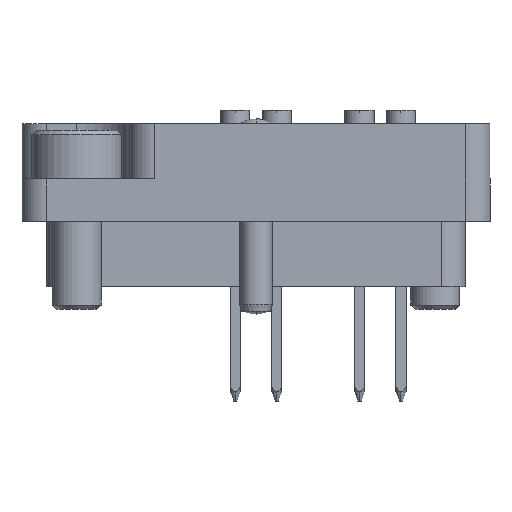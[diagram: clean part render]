
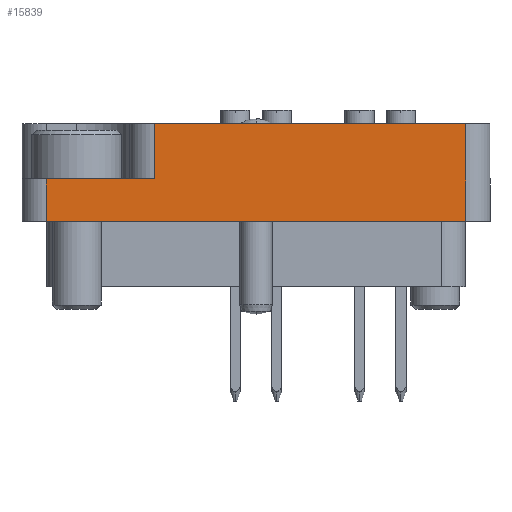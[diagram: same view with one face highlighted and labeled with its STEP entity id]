
A CAD part, front view. The second image highlights one B-rep face of the part: STEP entity #15839.
In plain terms, the highlighted face is planar.
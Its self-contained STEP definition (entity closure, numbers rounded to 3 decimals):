
#1614 = CARTESIAN_POINT ( 'NONE',  ( 30., 0., -12.85 ) ) ;
#2895 = CARTESIAN_POINT ( 'NONE',  ( 30., 0., 12.85 ) ) ;
#3006 = ORIENTED_EDGE ( 'NONE', *, *, #18961, .T. ) ;
#3572 = LINE ( 'NONE', #5785, #13888 ) ;
#3665 = CARTESIAN_POINT ( 'NONE',  ( 30., 2.6, 6.25 ) ) ;
#4450 = VECTOR ( 'NONE', #15711, 1000. ) ;
#4642 = AXIS2_PLACEMENT_3D ( 'NONE', #12097, #16726, #25762 ) ;
#4742 = DIRECTION ( 'NONE',  ( 0., -1., 0. ) ) ;
#4766 = DIRECTION ( 'NONE',  ( 0., -1., 0. ) ) ;
#5699 = VECTOR ( 'NONE', #4742, 1000. ) ;
#5785 = CARTESIAN_POINT ( 'NONE',  ( 30., 2.6, 7.75 ) ) ;
#5904 = LINE ( 'NONE', #14978, #12195 ) ;
#6571 = CARTESIAN_POINT ( 'NONE',  ( 30., 6., 6.25 ) ) ;
#7081 = VERTEX_POINT ( 'NONE', #2895 ) ;
#7110 = LINE ( 'NONE', #16051, #9919 ) ;
#9037 = CARTESIAN_POINT ( 'NONE',  ( 30., 6., -12.85 ) ) ;
#9102 = EDGE_CURVE ( 'NONE', #10144, #18412, #3572, .T. ) ;
#9416 = PLANE ( 'NONE',  #4642 ) ;
#9919 = VECTOR ( 'NONE', #4766, 1000. ) ;
#10110 = DIRECTION ( 'NONE',  ( 0., 0., -1. ) ) ;
#10144 = VERTEX_POINT ( 'NONE', #18778 ) ;
#10236 = DIRECTION ( 'NONE',  ( 0., 0., -1. ) ) ;
#10297 = ORIENTED_EDGE ( 'NONE', *, *, #18083, .T. ) ;
#10932 = ORIENTED_EDGE ( 'NONE', *, *, #26890, .F. ) ;
#11347 = ORIENTED_EDGE ( 'NONE', *, *, #9102, .F. ) ;
#11874 = EDGE_CURVE ( 'NONE', #16822, #26789, #13195, .T. ) ;
#12097 = CARTESIAN_POINT ( 'NONE',  ( 30., 6., 14.35 ) ) ;
#12195 = VECTOR ( 'NONE', #12336, 1000. ) ;
#12336 = DIRECTION ( 'NONE',  ( 0., 0., -1. ) ) ;
#12404 = FACE_OUTER_BOUND ( 'NONE', #19989, .T. ) ;
#12435 = VERTEX_POINT ( 'NONE', #6571 ) ;
#13047 = CARTESIAN_POINT ( 'NONE',  ( 30., 6., -12.85 ) ) ;
#13195 = LINE ( 'NONE', #13047, #4450 ) ;
#13888 = VECTOR ( 'NONE', #10236, 1000. ) ;
#14810 = ORIENTED_EDGE ( 'NONE', *, *, #11874, .T. ) ;
#14978 = CARTESIAN_POINT ( 'NONE',  ( 30., 6., 14.35 ) ) ;
#15711 = DIRECTION ( 'NONE',  ( 0., 1., 0. ) ) ;
#15839 = ADVANCED_FACE ( 'NONE', ( #12404 ), #9416, .T. ) ;
#16051 = CARTESIAN_POINT ( 'NONE',  ( 30., 2.6, 6.25 ) ) ;
#16726 = DIRECTION ( 'NONE',  ( 1., 0., 0. ) ) ;
#16822 = VERTEX_POINT ( 'NONE', #1614 ) ;
#17263 = LINE ( 'NONE', #26475, #29270 ) ;
#18083 = EDGE_CURVE ( 'NONE', #12435, #18412, #7110, .T. ) ;
#18412 = VERTEX_POINT ( 'NONE', #3665 ) ;
#18555 = CARTESIAN_POINT ( 'NONE',  ( 30., 0., 12.85 ) ) ;
#18778 = CARTESIAN_POINT ( 'NONE',  ( 30., 2.6, 12.85 ) ) ;
#18961 = EDGE_CURVE ( 'NONE', #10144, #7081, #25353, .T. ) ;
#19989 = EDGE_LOOP ( 'NONE', ( #24434, #14810, #10932, #10297, #11347, #3006 ) ) ;
#24434 = ORIENTED_EDGE ( 'NONE', *, *, #26688, .T. ) ;
#25353 = LINE ( 'NONE', #18555, #5699 ) ;
#25762 = DIRECTION ( 'NONE',  ( 0., 1., 0. ) ) ;
#26475 = CARTESIAN_POINT ( 'NONE',  ( 30., 0., 14.35 ) ) ;
#26688 = EDGE_CURVE ( 'NONE', #7081, #16822, #17263, .T. ) ;
#26789 = VERTEX_POINT ( 'NONE', #9037 ) ;
#26890 = EDGE_CURVE ( 'NONE', #12435, #26789, #5904, .T. ) ;
#29270 = VECTOR ( 'NONE', #10110, 1000. ) ;
